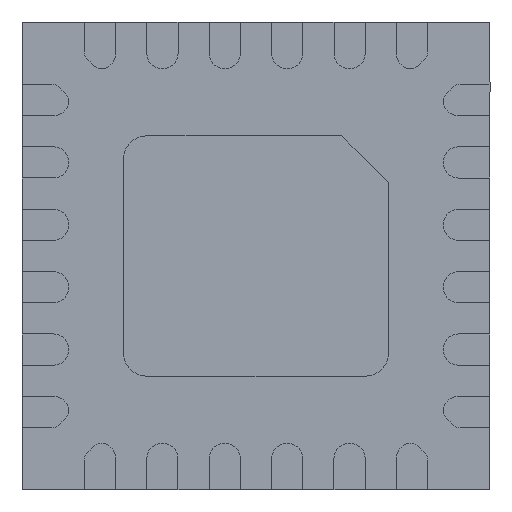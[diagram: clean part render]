
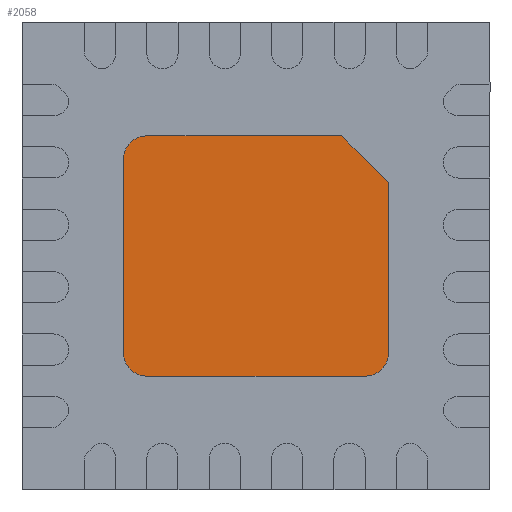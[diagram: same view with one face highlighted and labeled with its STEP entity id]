
A CAD part, front view. The second image highlights one B-rep face of the part: STEP entity #2058.
In plain terms, the highlighted planar face has unit normal (0, -1, 0).
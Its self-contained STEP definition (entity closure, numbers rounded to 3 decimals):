
#218 = LINE ( 'NONE', #4798, #1735 ) ;
#378 = CARTESIAN_POINT ( 'NONE',  ( -0.85, 0., 0.62 ) ) ;
#425 = VERTEX_POINT ( 'NONE', #2185 ) ;
#434 = DIRECTION ( 'NONE',  ( 0., 1., 0. ) ) ;
#656 = DIRECTION ( 'NONE',  ( 0., 0., 1. ) ) ;
#767 = CIRCLE ( 'NONE', #3112, 0.15 ) ;
#1134 = ORIENTED_EDGE ( 'NONE', *, *, #6062, .F. ) ;
#1285 = CARTESIAN_POINT ( 'NONE',  ( -0.85, 0., -0.62 ) ) ;
#1317 = CARTESIAN_POINT ( 'NONE',  ( -0.85, 0., 0.62 ) ) ;
#1407 = DIRECTION ( 'NONE',  ( 0., 1., 0. ) ) ;
#1479 = CARTESIAN_POINT ( 'NONE',  ( 0.85, 0., 0.47 ) ) ;
#1518 = LINE ( 'NONE', #1479, #1981 ) ;
#1735 = VECTOR ( 'NONE', #5499, 1000. ) ;
#1981 = VECTOR ( 'NONE', #6914, 1000. ) ;
#2058 = ADVANCED_FACE ( 'NONE', ( #7372 ), #6053, .F. ) ;
#2081 = LINE ( 'NONE', #7930, #6488 ) ;
#2185 = CARTESIAN_POINT ( 'NONE',  ( 0.55, 0., 0.77 ) ) ;
#2411 = DIRECTION ( 'NONE',  ( -1., 0., 0. ) ) ;
#2586 = DIRECTION ( 'NONE',  ( 0., 0., 1. ) ) ;
#2587 = VECTOR ( 'NONE', #2411, 1000. ) ;
#2685 = EDGE_CURVE ( 'NONE', #2777, #6798, #8612, .T. ) ;
#2754 = DIRECTION ( 'NONE',  ( 0., 0., 1. ) ) ;
#2777 = VERTEX_POINT ( 'NONE', #1285 ) ;
#3112 = AXIS2_PLACEMENT_3D ( 'NONE', #3259, #7962, #2586 ) ;
#3259 = CARTESIAN_POINT ( 'NONE',  ( 0.7, 0., -0.62 ) ) ;
#3487 = ORIENTED_EDGE ( 'NONE', *, *, #8154, .F. ) ;
#3734 = DIRECTION ( 'NONE',  ( 0., 0., 1. ) ) ;
#3736 = DIRECTION ( 'NONE',  ( 0., 1., 0. ) ) ;
#4194 = EDGE_CURVE ( 'NONE', #425, #7953, #1518, .T. ) ;
#4407 = CARTESIAN_POINT ( 'NONE',  ( -0.7, 0., 0.77 ) ) ;
#4483 = CIRCLE ( 'NONE', #5616, 0.15 ) ;
#4536 = CARTESIAN_POINT ( 'NONE',  ( -0.7, 0., -0.77 ) ) ;
#4767 = EDGE_CURVE ( 'NONE', #5339, #10096, #8202, .T. ) ;
#4798 = CARTESIAN_POINT ( 'NONE',  ( 0.85, 0., -0.62 ) ) ;
#5079 = AXIS2_PLACEMENT_3D ( 'NONE', #7640, #3736, #656 ) ;
#5101 = CARTESIAN_POINT ( 'NONE',  ( -0.7, 0., -0.62 ) ) ;
#5339 = VERTEX_POINT ( 'NONE', #9418 ) ;
#5499 = DIRECTION ( 'NONE',  ( 0., 0., -1. ) ) ;
#5616 = AXIS2_PLACEMENT_3D ( 'NONE', #5101, #434, #2754 ) ;
#6052 = CARTESIAN_POINT ( 'NONE',  ( -0.7, 0., 0.62 ) ) ;
#6053 = PLANE ( 'NONE',  #5079 ) ;
#6062 = EDGE_CURVE ( 'NONE', #6798, #8326, #9458, .T. ) ;
#6445 = ORIENTED_EDGE ( 'NONE', *, *, #2685, .F. ) ;
#6488 = VECTOR ( 'NONE', #7783, 1000. ) ;
#6798 = VERTEX_POINT ( 'NONE', #378 ) ;
#6877 = CARTESIAN_POINT ( 'NONE',  ( 0.85, 0., 0.47 ) ) ;
#6914 = DIRECTION ( 'NONE',  ( 0.707, 0., -0.707 ) ) ;
#6996 = EDGE_LOOP ( 'NONE', ( #9203, #8688, #8130, #1134, #6445, #9495, #9759, #3487 ) ) ;
#7071 = CARTESIAN_POINT ( 'NONE',  ( -0.7, 0., -0.77 ) ) ;
#7121 = VECTOR ( 'NONE', #9084, 1000. ) ;
#7330 = EDGE_CURVE ( 'NONE', #8326, #425, #2081, .T. ) ;
#7372 = FACE_OUTER_BOUND ( 'NONE', #6996, .T. ) ;
#7499 = CARTESIAN_POINT ( 'NONE',  ( 0.85, 0., -0.62 ) ) ;
#7640 = CARTESIAN_POINT ( 'NONE',  ( 0., 0., 0. ) ) ;
#7783 = DIRECTION ( 'NONE',  ( 1., 0., 0. ) ) ;
#7930 = CARTESIAN_POINT ( 'NONE',  ( 0.55, 0., 0.77 ) ) ;
#7953 = VERTEX_POINT ( 'NONE', #6877 ) ;
#7962 = DIRECTION ( 'NONE',  ( 0., 1., 0. ) ) ;
#8065 = AXIS2_PLACEMENT_3D ( 'NONE', #6052, #1407, #3734 ) ;
#8130 = ORIENTED_EDGE ( 'NONE', *, *, #7330, .F. ) ;
#8154 = EDGE_CURVE ( 'NONE', #9915, #5339, #767, .T. ) ;
#8202 = LINE ( 'NONE', #7071, #2587 ) ;
#8326 = VERTEX_POINT ( 'NONE', #4407 ) ;
#8612 = LINE ( 'NONE', #1317, #7121 ) ;
#8688 = ORIENTED_EDGE ( 'NONE', *, *, #4194, .F. ) ;
#9084 = DIRECTION ( 'NONE',  ( 0., 0., 1. ) ) ;
#9203 = ORIENTED_EDGE ( 'NONE', *, *, #9470, .F. ) ;
#9418 = CARTESIAN_POINT ( 'NONE',  ( 0.7, 0., -0.77 ) ) ;
#9458 = CIRCLE ( 'NONE', #8065, 0.15 ) ;
#9470 = EDGE_CURVE ( 'NONE', #7953, #9915, #218, .T. ) ;
#9495 = ORIENTED_EDGE ( 'NONE', *, *, #9806, .F. ) ;
#9759 = ORIENTED_EDGE ( 'NONE', *, *, #4767, .F. ) ;
#9806 = EDGE_CURVE ( 'NONE', #10096, #2777, #4483, .T. ) ;
#9915 = VERTEX_POINT ( 'NONE', #7499 ) ;
#10096 = VERTEX_POINT ( 'NONE', #4536 ) ;
